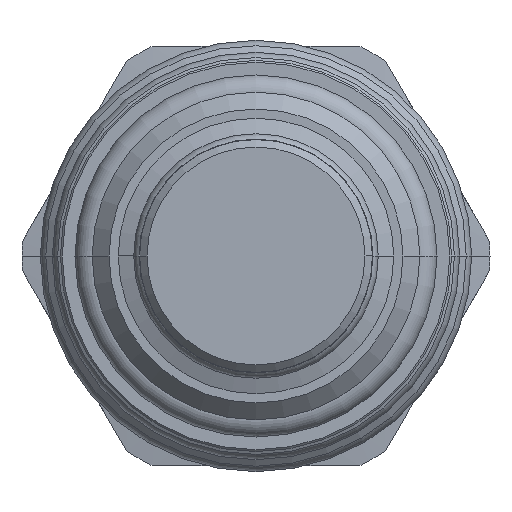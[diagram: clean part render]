
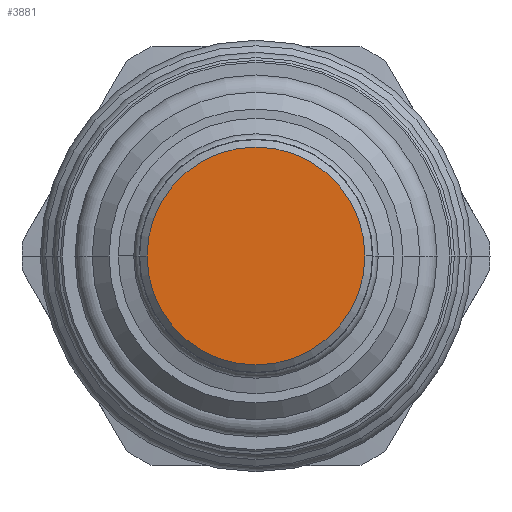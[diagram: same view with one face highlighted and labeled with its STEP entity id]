
A CAD part, front view. The second image highlights one B-rep face of the part: STEP entity #3881.
In plain terms, the highlighted planar face has unit normal (0, -1, 0).
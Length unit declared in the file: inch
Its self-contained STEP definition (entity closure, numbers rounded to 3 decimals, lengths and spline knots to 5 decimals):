
#1244=CARTESIAN_POINT('',(0.,0.,0.));
#1245=DIRECTION('',(0.,1.,0.));
#1246=DIRECTION('',(1.,0.,0.));
#1247=AXIS2_PLACEMENT_3D('',#1244,#1245,#1246);
#1249=CARTESIAN_POINT('',(0.,0.,0.));
#1250=DIRECTION('',(0.,1.,0.));
#1251=DIRECTION('',(0.,0.,-1.));
#1252=AXIS2_PLACEMENT_3D('',#1249,#1250,#1251);
#1254=CARTESIAN_POINT('',(0.,0.,0.));
#1255=DIRECTION('',(0.,1.,0.));
#1256=DIRECTION('',(-1.,0.,0.));
#1257=AXIS2_PLACEMENT_3D('',#1254,#1255,#1256);
#1259=CARTESIAN_POINT('',(0.,0.,0.));
#1260=DIRECTION('',(0.,1.,0.));
#1261=DIRECTION('',(0.,0.,1.));
#1262=AXIS2_PLACEMENT_3D('',#1259,#1260,#1261);
#2115=CARTESIAN_POINT('',(0.,0.,-0.291));
#2116=CARTESIAN_POINT('',(-0.291,0.,0.));
#2117=VERTEX_POINT('',#2115);
#2118=VERTEX_POINT('',#2116);
#2119=CARTESIAN_POINT('',(0.291,0.,0.));
#2120=VERTEX_POINT('',#2119);
#2121=CARTESIAN_POINT('',(0.,0.,0.291));
#2122=VERTEX_POINT('',#2121);
#3868=CARTESIAN_POINT('',(0.,0.,0.));
#3869=DIRECTION('',(0.,1.,0.));
#3870=DIRECTION('',(1.,0.,0.));
#3871=AXIS2_PLACEMENT_3D('',#3868,#3869,#3870);
#3872=PLANE('',#3871);
#3874=ORIENTED_EDGE('',*,*,#3873,.T.);
#3876=ORIENTED_EDGE('',*,*,#3875,.T.);
#3877=ORIENTED_EDGE('',*,*,#3857,.T.);
#3878=ORIENTED_EDGE('',*,*,#3855,.T.);
#3879=EDGE_LOOP('',(#3874,#3876,#3877,#3878));
#3880=FACE_OUTER_BOUND('',#3879,.F.);
#3881=ADVANCED_FACE('',(#3880),#3872,.F.);
#1248=CIRCLE('',#1247,0.291);
#1253=CIRCLE('',#1252,0.291);
#1258=CIRCLE('',#1257,0.291);
#1263=CIRCLE('',#1262,0.291);
#3855=EDGE_CURVE('',#2122,#2120,#1263,.T.);
#3857=EDGE_CURVE('',#2118,#2122,#1258,.T.);
#3873=EDGE_CURVE('',#2120,#2117,#1248,.T.);
#3875=EDGE_CURVE('',#2117,#2118,#1253,.T.);
